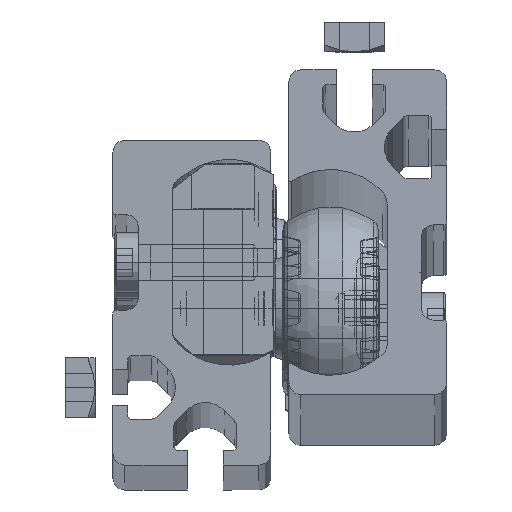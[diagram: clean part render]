
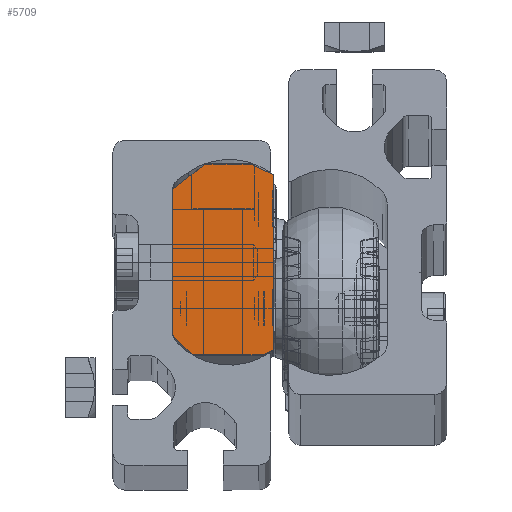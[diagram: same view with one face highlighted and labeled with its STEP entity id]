
A CAD part, top view. The second image highlights one B-rep face of the part: STEP entity #5709.
In plain terms, the highlighted face is planar.
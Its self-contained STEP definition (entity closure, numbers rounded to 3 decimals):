
#1662 = VECTOR ( 'NONE', #21001, 1000. ) ;
#1778 = DIRECTION ( 'NONE',  ( 0., -1., 0. ) ) ;
#1881 = DIRECTION ( 'NONE',  ( 0., -0.423, -0.906 ) ) ;
#2058 = VECTOR ( 'NONE', #10412, 1000. ) ;
#2305 = LINE ( 'NONE', #4228, #17457 ) ;
#2792 = DIRECTION ( 'NONE',  ( -1., 0., 0. ) ) ;
#3158 = VECTOR ( 'NONE', #9917, 1000. ) ;
#3595 = EDGE_CURVE ( 'NONE', #18607, #17253, #2305, .T. ) ;
#3806 = ORIENTED_EDGE ( 'NONE', *, *, #14566, .F. ) ;
#4014 = CARTESIAN_POINT ( 'NONE',  ( 19., -15.5, 5.2 ) ) ;
#4228 = CARTESIAN_POINT ( 'NONE',  ( 19., -14.661, -8.5 ) ) ;
#4253 = ORIENTED_EDGE ( 'NONE', *, *, #23391, .F. ) ;
#4425 = LINE ( 'NONE', #11721, #3158 ) ;
#4560 = EDGE_CURVE ( 'NONE', #18806, #5359, #16756, .T. ) ;
#4915 = VERTEX_POINT ( 'NONE', #18174 ) ;
#4959 = CARTESIAN_POINT ( 'NONE',  ( 19., -12.2, 8.5 ) ) ;
#5359 = VERTEX_POINT ( 'NONE', #17800 ) ;
#5635 = VECTOR ( 'NONE', #1881, 1000. ) ;
#5709 = ADVANCED_FACE ( 'NONE', ( #22900 ), #14146, .F. ) ;
#6139 = ORIENTED_EDGE ( 'NONE', *, *, #17439, .F. ) ;
#6387 = VERTEX_POINT ( 'NONE', #16875 ) ;
#7348 = VECTOR ( 'NONE', #1778, 1000. ) ;
#7434 = CARTESIAN_POINT ( 'NONE',  ( 19., 14.681, -8.5 ) ) ;
#7544 = ORIENTED_EDGE ( 'NONE', *, *, #4560, .F. ) ;
#7584 = CARTESIAN_POINT ( 'NONE',  ( 19., 12.203, 8.5 ) ) ;
#8731 = ORIENTED_EDGE ( 'NONE', *, *, #19091, .T. ) ;
#8881 = AXIS2_PLACEMENT_3D ( 'NONE', #10207, #2792, #15487 ) ;
#8986 = LINE ( 'NONE', #7434, #7348 ) ;
#9304 = ORIENTED_EDGE ( 'NONE', *, *, #18723, .T. ) ;
#9357 = ORIENTED_EDGE ( 'NONE', *, *, #14930, .T. ) ;
#9917 = DIRECTION ( 'NONE',  ( 0., 0., -1. ) ) ;
#10207 = CARTESIAN_POINT ( 'NONE',  ( 19., 1.5, 22.2 ) ) ;
#10346 = CARTESIAN_POINT ( 'NONE',  ( 19., 16.5, -4.6 ) ) ;
#10383 = VECTOR ( 'NONE', #14987, 1000. ) ;
#10412 = DIRECTION ( 'NONE',  ( 0., -0.707, -0.707 ) ) ;
#10651 = CARTESIAN_POINT ( 'NONE',  ( 19., -12.2, 8.5 ) ) ;
#10761 = LINE ( 'NONE', #10651, #2058 ) ;
#11656 = DIRECTION ( 'NONE',  ( 0., -0.423, 0.906 ) ) ;
#11721 = CARTESIAN_POINT ( 'NONE',  ( 19., -15.5, 5.2 ) ) ;
#11800 = CARTESIAN_POINT ( 'NONE',  ( 19., -14.661, -8.5 ) ) ;
#12226 = LINE ( 'NONE', #23357, #21874 ) ;
#13805 = VERTEX_POINT ( 'NONE', #4014 ) ;
#14146 = PLANE ( 'NONE',  #8881 ) ;
#14238 = EDGE_LOOP ( 'NONE', ( #4253, #6139, #8731, #9357, #16212, #3806, #7544, #9304 ) ) ;
#14316 = CARTESIAN_POINT ( 'NONE',  ( 19., 16.5, -4.6 ) ) ;
#14566 = EDGE_CURVE ( 'NONE', #5359, #18607, #8986, .T. ) ;
#14930 = EDGE_CURVE ( 'NONE', #13805, #17253, #4425, .T. ) ;
#14987 = DIRECTION ( 'NONE',  ( 0., 0.616, -0.788 ) ) ;
#15487 = DIRECTION ( 'NONE',  ( 0., 0., 1. ) ) ;
#15709 = CARTESIAN_POINT ( 'NONE',  ( 19., -15.5, -6.7 ) ) ;
#16212 = ORIENTED_EDGE ( 'NONE', *, *, #3595, .F. ) ;
#16756 = LINE ( 'NONE', #18203, #5635 ) ;
#16790 = LINE ( 'NONE', #7584, #10383 ) ;
#16875 = CARTESIAN_POINT ( 'NONE',  ( 19., 16.5, 3. ) ) ;
#17253 = VERTEX_POINT ( 'NONE', #15709 ) ;
#17439 = EDGE_CURVE ( 'NONE', #22723, #4915, #12226, .T. ) ;
#17457 = VECTOR ( 'NONE', #11656, 1000. ) ;
#17800 = CARTESIAN_POINT ( 'NONE',  ( 19., 14.681, -8.5 ) ) ;
#18174 = CARTESIAN_POINT ( 'NONE',  ( 19., 12.203, 8.5 ) ) ;
#18203 = CARTESIAN_POINT ( 'NONE',  ( 19., 16.5, -4.6 ) ) ;
#18607 = VERTEX_POINT ( 'NONE', #11800 ) ;
#18723 = EDGE_CURVE ( 'NONE', #18806, #6387, #23052, .T. ) ;
#18806 = VERTEX_POINT ( 'NONE', #14316 ) ;
#19091 = EDGE_CURVE ( 'NONE', #22723, #13805, #10761, .T. ) ;
#21001 = DIRECTION ( 'NONE',  ( 0., 0., 1. ) ) ;
#21443 = DIRECTION ( 'NONE',  ( 0., 1., 0. ) ) ;
#21874 = VECTOR ( 'NONE', #21443, 1000. ) ;
#22723 = VERTEX_POINT ( 'NONE', #4959 ) ;
#22900 = FACE_OUTER_BOUND ( 'NONE', #14238, .T. ) ;
#23052 = LINE ( 'NONE', #10346, #1662 ) ;
#23357 = CARTESIAN_POINT ( 'NONE',  ( 19., -12.2, 8.5 ) ) ;
#23391 = EDGE_CURVE ( 'NONE', #4915, #6387, #16790, .T. ) ;
